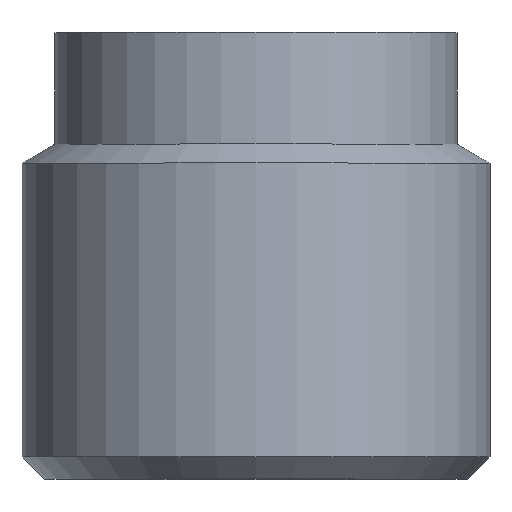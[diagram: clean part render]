
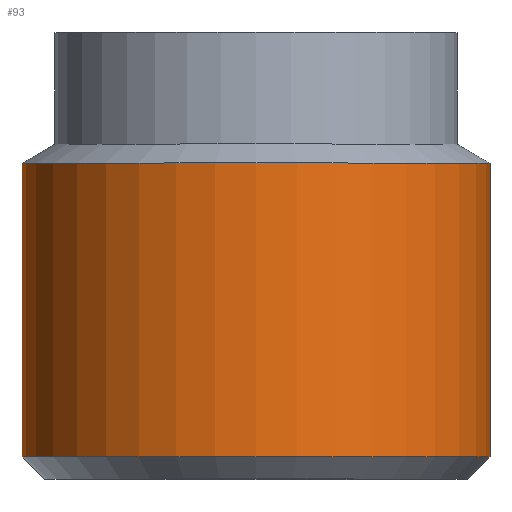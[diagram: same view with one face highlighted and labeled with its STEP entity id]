
A CAD part, top view. The second image highlights one B-rep face of the part: STEP entity #93.
In plain terms, the highlighted cylindrical face has radius 10.477 mm (diameter 20.955 mm), a full revolution.
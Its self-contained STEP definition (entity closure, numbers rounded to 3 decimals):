
#13=CYLINDRICAL_SURFACE('',#106,10.478);
#21=FACE_BOUND('',#37,.T.);
#28=FACE_OUTER_BOUND('',#36,.T.);
#36=EDGE_LOOP('',(#71));
#37=EDGE_LOOP('',(#72));
#47=CIRCLE('',#103,10.478);
#49=CIRCLE('',#107,10.478);
#54=VERTEX_POINT('',#149);
#56=VERTEX_POINT('',#155);
#61=EDGE_CURVE('',#54,#54,#47,.T.);
#63=EDGE_CURVE('',#56,#56,#49,.T.);
#71=ORIENTED_EDGE('',*,*,#63,.F.);
#72=ORIENTED_EDGE('',*,*,#61,.F.);
#93=ADVANCED_FACE('',(#28,#21),#13,.T.);
#103=AXIS2_PLACEMENT_3D('',#150,#121,#122);
#106=AXIS2_PLACEMENT_3D('',#154,#127,#128);
#107=AXIS2_PLACEMENT_3D('',#156,#129,#130);
#121=DIRECTION('center_axis',(0.,-1.,0.));
#122=DIRECTION('ref_axis',(1.,0.,0.));
#127=DIRECTION('center_axis',(0.,1.,0.));
#128=DIRECTION('ref_axis',(-1.,0.,0.));
#129=DIRECTION('center_axis',(0.,1.,0.));
#130=DIRECTION('ref_axis',(-1.,0.,0.));
#149=CARTESIAN_POINT('',(-10.478,-2.318,0.));
#150=CARTESIAN_POINT('Origin',(0.,-2.318,0.));
#154=CARTESIAN_POINT('Origin',(0.,3.756,0.));
#155=CARTESIAN_POINT('',(-10.478,10.829,0.));
#156=CARTESIAN_POINT('Origin',(0.,10.829,0.));
